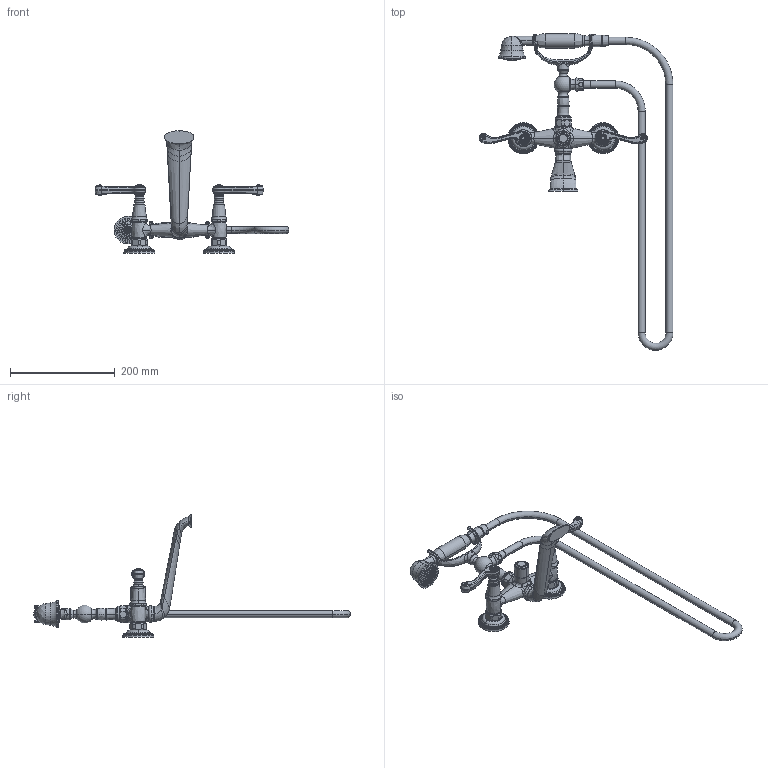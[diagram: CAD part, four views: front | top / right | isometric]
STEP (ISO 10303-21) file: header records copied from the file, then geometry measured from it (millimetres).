
FILE_DESCRIPTION((''),'2;1');
FILE_NAME('1020-4283','2021-01-14T15:36:09',('jinson.thomas'),(''),'CREO PARAMETRIC BY PTC INC, 2018400','CREO PARAMETRIC BY PTC INC, 2018400','');
FILE_SCHEMA(('CONFIG_CONTROL_DESIGN'));
Length unit declared in the file: inch
Products named in the file (1): 1020-4283
Bounding box: 371.29 x 606.04 x 234.52 mm (x, y, z)
Volume: 830000.8 mm3; surface area: 174376.5 mm2
Topology: 1 solids, 1 shells, 1733 faces, 4266 edges, 2705 vertices
Faces by surface type: cylinder 421, plane 330, bspline 279, torus 254, extrusion 190, sphere 153, cone 106
Entity records: 87313 total; most frequent: CARTESIAN_POINT 50693, ORIENTED_EDGE 8508, DIRECTION 5998, EDGE_CURVE 4254, VERTEX_POINT 2705, AXIS2_PLACEMENT_3D 2431, B_SPLINE_CURVE_WITH_KNOTS 2331, EDGE_LOOP 1919
